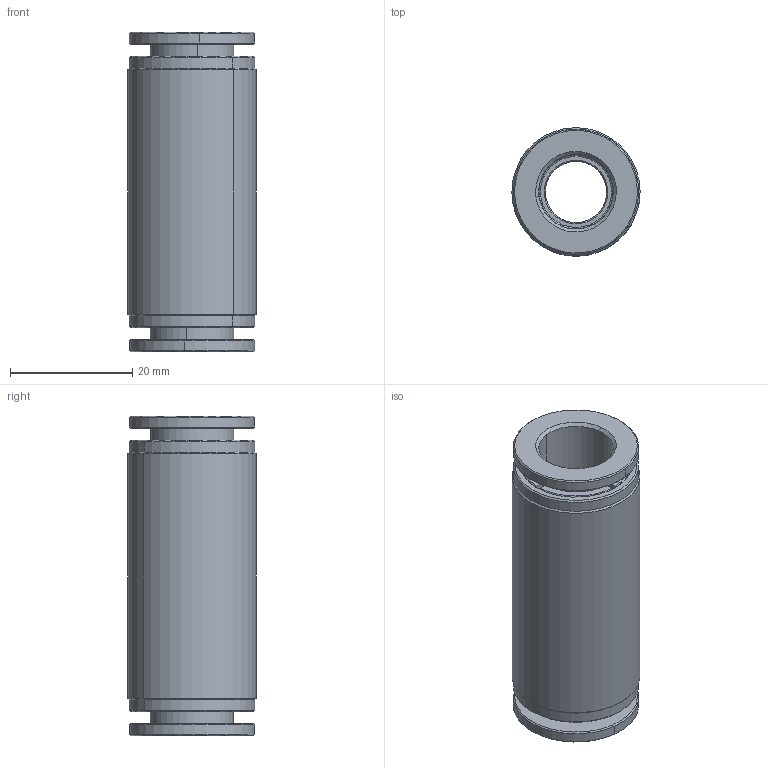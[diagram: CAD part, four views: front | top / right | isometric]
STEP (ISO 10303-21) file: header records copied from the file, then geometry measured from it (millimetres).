
FILE_DESCRIPTION (( 'STEP AP214' ), '1' );
FILE_NAME ('SUS12W.STEP', '2018-06-12T18:16:25', ( '' ), ( '' ), 'SwSTEP 2.0', 'SolidWorks 2016', '' );
FILE_SCHEMA (( 'AUTOMOTIVE_DESIGN' ));
Length unit declared in the file: millimetre
Products named in the file (1): SUS12W
Bounding box: 21 x 21 x 52.36 mm (x, y, z)
Volume: 10321.5 mm3; surface area: 13172.3 mm2
Topology: 11 solids, 11 shells, 828 faces, 2280 edges, 1480 vertices
Faces by surface type: plane 290, cone 266, bspline 136, cylinder 132, torus 4
Entity records: 38596 total; most frequent: CARTESIAN_POINT 10069, ORIENTED_EDGE 4560, DIRECTION 3414, EDGE_CURVE 2280, VERTEX_POINT 1480, AXIS2_PLACEMENT_3D 1409, B_SPLINE_CURVE_WITH_KNOTS 968, EDGE_LOOP 856
